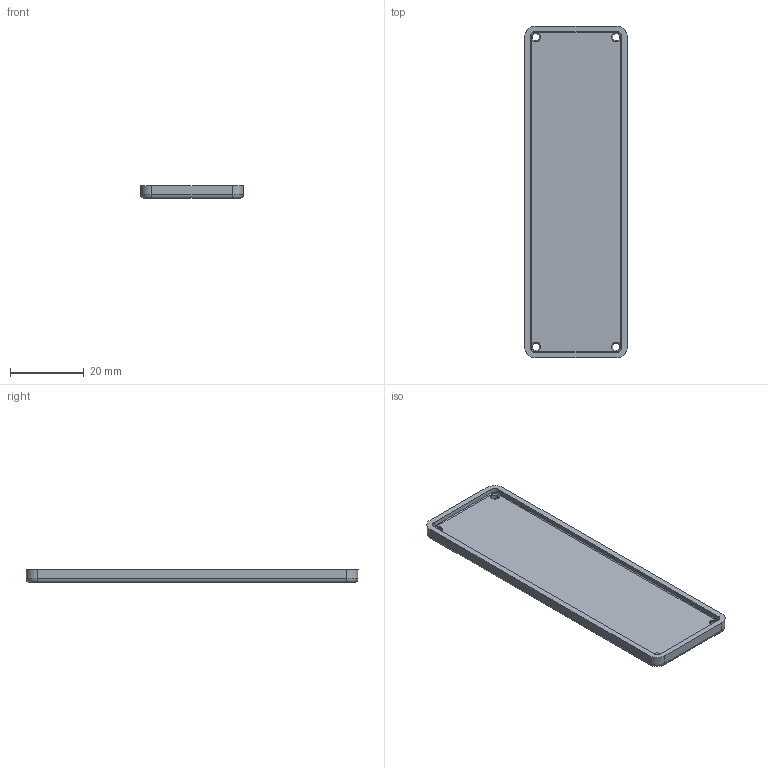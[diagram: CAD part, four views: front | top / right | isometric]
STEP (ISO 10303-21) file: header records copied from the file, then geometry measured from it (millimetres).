
FILE_DESCRIPTION(/* description */ (''),/* implementation_level */ '2;1');
FILE_NAME(/* name */ 'Lid.step',/* time_stamp */ '2021-11-18T02:48:54+05:00',/* author */ (''),/* organization */ (''),/* preprocessor_version */ 'ST-DEVELOPER v18.1',/* originating_system */ 'Autodesk Translation Framework v10.10.0.1391',/* authorisation */ '');
FILE_SCHEMA (('AUTOMOTIVE_DESIGN { 1 0 10303 214 3 1 1 }'));
Length unit declared in the file: millimetre
Products named in the file (1): Lid
Bounding box: 27.86 x 90.06 x 3.5 mm (x, y, z)
Volume: 5433.7 mm3; surface area: 6030.8 mm2
Topology: 1 solids, 1 shells, 43 faces, 104 edges, 64 vertices
Faces by surface type: cylinder 12, plane 11, torus 8, cone 8, bspline 4
Full cylindrical faces by diameter (mm): 2 x4
Entity records: 1407 total; most frequent: CARTESIAN_POINT 324, DIRECTION 236, ORIENTED_EDGE 208, EDGE_CURVE 104, AXIS2_PLACEMENT_3D 96, VERTEX_POINT 64, EDGE_LOOP 52, CIRCLE 48
